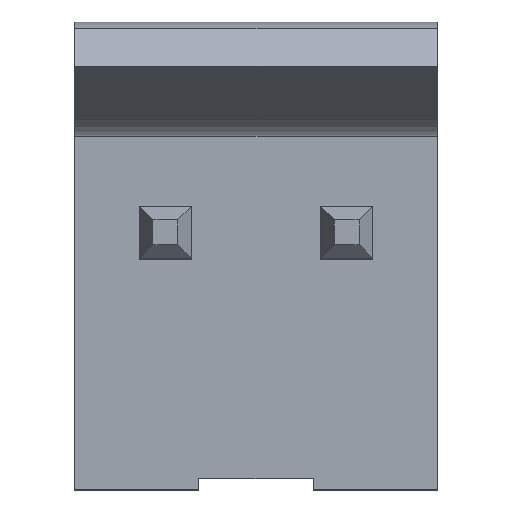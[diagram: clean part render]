
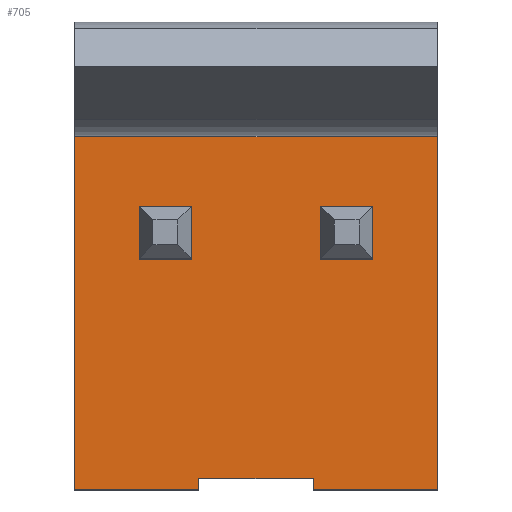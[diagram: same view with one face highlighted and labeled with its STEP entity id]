
A CAD part, top view. The second image highlights one B-rep face of the part: STEP entity #705.
In plain terms, the highlighted planar face has unit normal (0, 0, 1).
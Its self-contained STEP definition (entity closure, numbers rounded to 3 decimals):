
#14 = VERTEX_POINT ( 'NONE', #1298 ) ;
#27 = CARTESIAN_POINT ( 'NONE',  ( -17.25, 1.07, 3.2 ) ) ;
#62 = CARTESIAN_POINT ( 'NONE',  ( -14.43, -0.07, 3.2 ) ) ;
#73 = CARTESIAN_POINT ( 'NONE',  ( -11.88, -5.474, 3.2 ) ) ;
#74 = LINE ( 'NONE', #62, #448 ) ;
#81 = EDGE_CURVE ( 'NONE', #336, #1446, #74, .T. ) ;
#98 = CARTESIAN_POINT ( 'NONE',  ( -19.8, -5.1, 3.2 ) ) ;
#112 = ORIENTED_EDGE ( 'NONE', *, *, #694, .F. ) ;
#139 = VERTEX_POINT ( 'NONE', #1058 ) ;
#166 = EDGE_CURVE ( 'NONE', #1492, #1364, #1643, .T. ) ;
#175 = EDGE_CURVE ( 'NONE', #984, #948, #1218, .T. ) ;
#208 = CARTESIAN_POINT ( 'NONE',  ( -110.2, -5.474, 3.2 ) ) ;
#217 = CARTESIAN_POINT ( 'NONE',  ( -13.29, -0.07, 3.2 ) ) ;
#225 = DIRECTION ( 'NONE',  ( -1., 0., 0. ) ) ;
#249 = EDGE_LOOP ( 'NONE', ( #400, #112, #1271, #368 ) ) ;
#263 = CARTESIAN_POINT ( 'NONE',  ( -19.8, -5.1, 3.2 ) ) ;
#288 = DIRECTION ( 'NONE',  ( 0., 1., 0. ) ) ;
#296 = ORIENTED_EDGE ( 'NONE', *, *, #175, .F. ) ;
#305 = DIRECTION ( 'NONE',  ( 0., 1., 0. ) ) ;
#336 = VERTEX_POINT ( 'NONE', #651 ) ;
#341 = LINE ( 'NONE', #1355, #420 ) ;
#346 = CARTESIAN_POINT ( 'NONE',  ( -17.09, -5.1, 3.2 ) ) ;
#347 = VECTOR ( 'NONE', #1640, 1000. ) ;
#348 = CARTESIAN_POINT ( 'NONE',  ( -14.59, -5.1, 3.2 ) ) ;
#364 = LINE ( 'NONE', #930, #347 ) ;
#368 = ORIENTED_EDGE ( 'NONE', *, *, #1147, .F. ) ;
#385 = CARTESIAN_POINT ( 'NONE',  ( -18.39, -0.07, 3.2 ) ) ;
#388 = ORIENTED_EDGE ( 'NONE', *, *, #1745, .F. ) ;
#393 = EDGE_CURVE ( 'NONE', #948, #680, #364, .T. ) ;
#400 = ORIENTED_EDGE ( 'NONE', *, *, #1709, .F. ) ;
#407 = VECTOR ( 'NONE', #639, 1000. ) ;
#420 = VECTOR ( 'NONE', #1185, 1000. ) ;
#448 = VECTOR ( 'NONE', #772, 1000. ) ;
#451 = CARTESIAN_POINT ( 'NONE',  ( -13.29, -0.07, 3.2 ) ) ;
#477 = CARTESIAN_POINT ( 'NONE',  ( -18.39, 1.07, 3.2 ) ) ;
#523 = CARTESIAN_POINT ( 'NONE',  ( -17.25, -0.07, 3.2 ) ) ;
#536 = VECTOR ( 'NONE', #1630, 1000. ) ;
#600 = EDGE_CURVE ( 'NONE', #680, #1649, #1234, .T. ) ;
#605 = DIRECTION ( 'NONE',  ( 0., 1., 0. ) ) ;
#615 = CARTESIAN_POINT ( 'NONE',  ( -18.39, -0.07, 3.2 ) ) ;
#635 = CARTESIAN_POINT ( 'NONE',  ( -19.8, -5.1, 3.2 ) ) ;
#639 = DIRECTION ( 'NONE',  ( 0., -1., 0. ) ) ;
#642 = CARTESIAN_POINT ( 'NONE',  ( -17.09, -4.85, 3.2 ) ) ;
#647 = DIRECTION ( 'NONE',  ( 0., -1., 0. ) ) ;
#651 = CARTESIAN_POINT ( 'NONE',  ( -14.43, 1.07, 3.2 ) ) ;
#663 = VERTEX_POINT ( 'NONE', #1510 ) ;
#669 = LINE ( 'NONE', #263, #1704 ) ;
#676 = ORIENTED_EDGE ( 'NONE', *, *, #1303, .F. ) ;
#680 = VERTEX_POINT ( 'NONE', #523 ) ;
#694 = EDGE_CURVE ( 'NONE', #1446, #1618, #1738, .T. ) ;
#705 = ADVANCED_FACE ( 'NONE', ( #1083, #1338, #1053 ), #1646, .F. ) ;
#710 = EDGE_LOOP ( 'NONE', ( #1685, #775, #388, #1250, #744, #1242, #676, #1052 ) ) ;
#719 = EDGE_CURVE ( 'NONE', #139, #1492, #908, .T. ) ;
#721 = LINE ( 'NONE', #1548, #1587 ) ;
#744 = ORIENTED_EDGE ( 'NONE', *, *, #1486, .F. ) ;
#762 = VECTOR ( 'NONE', #647, 1000. ) ;
#766 = DIRECTION ( 'NONE',  ( -1., 0., 0. ) ) ;
#769 = DIRECTION ( 'NONE',  ( 0., 1., 0. ) ) ;
#772 = DIRECTION ( 'NONE',  ( 0., -1., 0. ) ) ;
#775 = ORIENTED_EDGE ( 'NONE', *, *, #719, .F. ) ;
#823 = DIRECTION ( 'NONE',  ( -1., 0., 0. ) ) ;
#898 = ORIENTED_EDGE ( 'NONE', *, *, #600, .F. ) ;
#899 = CARTESIAN_POINT ( 'NONE',  ( -13.29, 1.07, 3.2 ) ) ;
#908 = LINE ( 'NONE', #346, #407 ) ;
#909 = LINE ( 'NONE', #1340, #1028 ) ;
#930 = CARTESIAN_POINT ( 'NONE',  ( -17.25, -0.07, 3.2 ) ) ;
#948 = VERTEX_POINT ( 'NONE', #615 ) ;
#954 = LINE ( 'NONE', #1716, #1513 ) ;
#984 = VERTEX_POINT ( 'NONE', #477 ) ;
#1028 = VECTOR ( 'NONE', #605, 1000. ) ;
#1036 = CARTESIAN_POINT ( 'NONE',  ( -11.88, 2.603, 3.2 ) ) ;
#1040 = CARTESIAN_POINT ( 'NONE',  ( -17.25, 1.07, 3.2 ) ) ;
#1052 = ORIENTED_EDGE ( 'NONE', *, *, #1613, .F. ) ;
#1053 = FACE_OUTER_BOUND ( 'NONE', #710, .T. ) ;
#1058 = CARTESIAN_POINT ( 'NONE',  ( -17.09, -4.85, 3.2 ) ) ;
#1083 = FACE_BOUND ( 'NONE', #249, .T. ) ;
#1103 = ORIENTED_EDGE ( 'NONE', *, *, #1342, .F. ) ;
#1104 = AXIS2_PLACEMENT_3D ( 'NONE', #208, #1200, #766 ) ;
#1144 = VERTEX_POINT ( 'NONE', #1227 ) ;
#1147 = EDGE_CURVE ( 'NONE', #1713, #336, #954, .T. ) ;
#1182 = VECTOR ( 'NONE', #288, 1000. ) ;
#1185 = DIRECTION ( 'NONE',  ( 1., 0., 0. ) ) ;
#1196 = LINE ( 'NONE', #73, #536 ) ;
#1200 = DIRECTION ( 'NONE',  ( 0., 0., -1. ) ) ;
#1218 = LINE ( 'NONE', #385, #762 ) ;
#1227 = CARTESIAN_POINT ( 'NONE',  ( -14.59, -4.85, 3.2 ) ) ;
#1234 = LINE ( 'NONE', #1402, #1182 ) ;
#1242 = ORIENTED_EDGE ( 'NONE', *, *, #1306, .T. ) ;
#1250 = ORIENTED_EDGE ( 'NONE', *, *, #1720, .F. ) ;
#1271 = ORIENTED_EDGE ( 'NONE', *, *, #81, .F. ) ;
#1275 = DIRECTION ( 'NONE',  ( -1., 0., 0. ) ) ;
#1294 = VECTOR ( 'NONE', #225, 1000. ) ;
#1298 = CARTESIAN_POINT ( 'NONE',  ( -14.59, -5.1, 3.2 ) ) ;
#1303 = EDGE_CURVE ( 'NONE', #1719, #1690, #341, .T. ) ;
#1306 = EDGE_CURVE ( 'NONE', #663, #1690, #1196, .T. ) ;
#1319 = VECTOR ( 'NONE', #769, 1000. ) ;
#1333 = LINE ( 'NONE', #1040, #1466 ) ;
#1338 = FACE_BOUND ( 'NONE', #1607, .T. ) ;
#1340 = CARTESIAN_POINT ( 'NONE',  ( -13.29, -0.07, 3.2 ) ) ;
#1342 = EDGE_CURVE ( 'NONE', #1649, #984, #1333, .T. ) ;
#1355 = CARTESIAN_POINT ( 'NONE',  ( -110.2, 2.603, 3.2 ) ) ;
#1364 = VERTEX_POINT ( 'NONE', #635 ) ;
#1402 = CARTESIAN_POINT ( 'NONE',  ( -17.25, -0.07, 3.2 ) ) ;
#1446 = VERTEX_POINT ( 'NONE', #1801 ) ;
#1465 = CARTESIAN_POINT ( 'NONE',  ( -19.8, 2.603, 3.2 ) ) ;
#1466 = VECTOR ( 'NONE', #1610, 1000. ) ;
#1474 = DIRECTION ( 'NONE',  ( 1., 0., 0. ) ) ;
#1486 = EDGE_CURVE ( 'NONE', #663, #14, #669, .T. ) ;
#1492 = VERTEX_POINT ( 'NONE', #1540 ) ;
#1510 = CARTESIAN_POINT ( 'NONE',  ( -11.88, -5.1, 3.2 ) ) ;
#1513 = VECTOR ( 'NONE', #1275, 1000. ) ;
#1540 = CARTESIAN_POINT ( 'NONE',  ( -17.09, -5.1, 3.2 ) ) ;
#1548 = CARTESIAN_POINT ( 'NONE',  ( -19.8, -5.1, 3.2 ) ) ;
#1587 = VECTOR ( 'NONE', #305, 1000. ) ;
#1606 = LINE ( 'NONE', #348, #1319 ) ;
#1607 = EDGE_LOOP ( 'NONE', ( #898, #1799, #296, #1103 ) ) ;
#1610 = DIRECTION ( 'NONE',  ( -1., 0., 0. ) ) ;
#1613 = EDGE_CURVE ( 'NONE', #1364, #1719, #721, .T. ) ;
#1618 = VERTEX_POINT ( 'NONE', #451 ) ;
#1630 = DIRECTION ( 'NONE',  ( 0., 1., 0. ) ) ;
#1640 = DIRECTION ( 'NONE',  ( 1., 0., 0. ) ) ;
#1643 = LINE ( 'NONE', #98, #1294 ) ;
#1646 = PLANE ( 'NONE',  #1104 ) ;
#1649 = VERTEX_POINT ( 'NONE', #27 ) ;
#1662 = VECTOR ( 'NONE', #1474, 1000. ) ;
#1685 = ORIENTED_EDGE ( 'NONE', *, *, #166, .F. ) ;
#1690 = VERTEX_POINT ( 'NONE', #1036 ) ;
#1704 = VECTOR ( 'NONE', #823, 1000. ) ;
#1709 = EDGE_CURVE ( 'NONE', #1618, #1713, #909, .T. ) ;
#1713 = VERTEX_POINT ( 'NONE', #899 ) ;
#1716 = CARTESIAN_POINT ( 'NONE',  ( -13.29, 1.07, 3.2 ) ) ;
#1719 = VERTEX_POINT ( 'NONE', #1465 ) ;
#1720 = EDGE_CURVE ( 'NONE', #14, #1144, #1606, .T. ) ;
#1729 = VECTOR ( 'NONE', #1732, 1000. ) ;
#1732 = DIRECTION ( 'NONE',  ( -1., 0., 0. ) ) ;
#1738 = LINE ( 'NONE', #217, #1662 ) ;
#1745 = EDGE_CURVE ( 'NONE', #1144, #139, #1754, .T. ) ;
#1754 = LINE ( 'NONE', #642, #1729 ) ;
#1799 = ORIENTED_EDGE ( 'NONE', *, *, #393, .F. ) ;
#1801 = CARTESIAN_POINT ( 'NONE',  ( -14.43, -0.07, 3.2 ) ) ;
